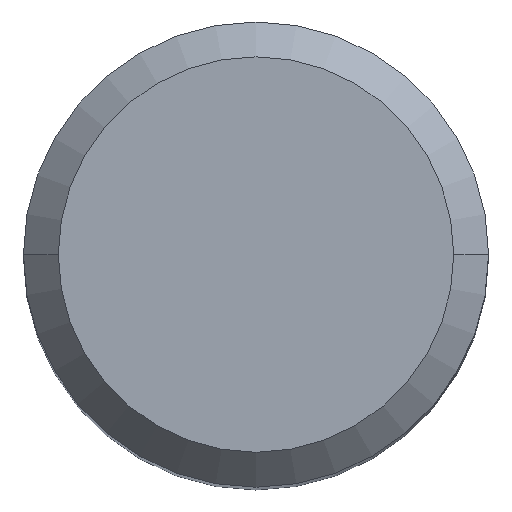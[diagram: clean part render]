
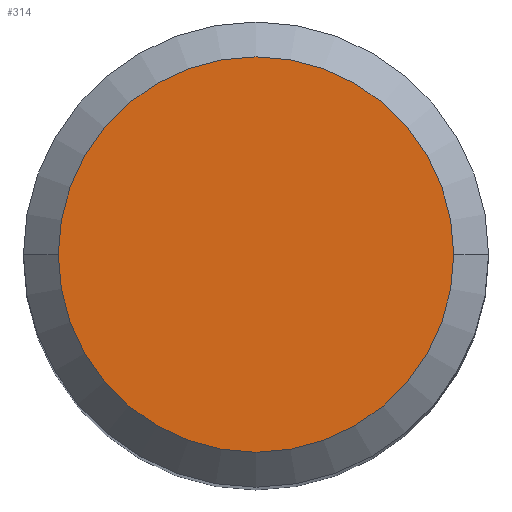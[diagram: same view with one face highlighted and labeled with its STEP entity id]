
A CAD part, top view. The second image highlights one B-rep face of the part: STEP entity #314.
In plain terms, the highlighted planar face has unit normal (0, 0, 1).
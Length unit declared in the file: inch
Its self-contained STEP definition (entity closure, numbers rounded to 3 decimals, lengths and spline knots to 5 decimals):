
#2 = CIRCLE ( 'NONE', #10, 0.2125 ) ;
#10 = AXIS2_PLACEMENT_3D ( 'NONE', #323, #476, #123 ) ;
#29 = CARTESIAN_POINT ( 'NONE',  ( 0., 0., 0. ) ) ;
#78 = AXIS2_PLACEMENT_3D ( 'NONE', #29, #227, #260 ) ;
#85 = VERTEX_POINT ( 'NONE', #142 ) ;
#88 = CARTESIAN_POINT ( 'NONE',  ( 0.2125, 0., 0. ) ) ;
#89 = CIRCLE ( 'NONE', #78, 0.2125 ) ;
#123 = DIRECTION ( 'NONE',  ( 1., 0., 0. ) ) ;
#142 = CARTESIAN_POINT ( 'NONE',  ( -0.2125, 0., 0. ) ) ;
#154 = PLANE ( 'NONE',  #298 ) ;
#197 = FACE_OUTER_BOUND ( 'NONE', #485, .T. ) ;
#227 = DIRECTION ( 'NONE',  ( 0., 0., 1. ) ) ;
#260 = DIRECTION ( 'NONE',  ( 1., 0., 0. ) ) ;
#298 = AXIS2_PLACEMENT_3D ( 'NONE', #467, #329, #403 ) ;
#314 = ADVANCED_FACE ( 'NONE', ( #197 ), #154, .F. ) ;
#323 = CARTESIAN_POINT ( 'NONE',  ( 0., 0., 0. ) ) ;
#329 = DIRECTION ( 'NONE',  ( 0., 0., -1. ) ) ;
#334 = EDGE_CURVE ( 'NONE', #85, #337, #2, .T. ) ;
#337 = VERTEX_POINT ( 'NONE', #88 ) ;
#403 = DIRECTION ( 'NONE',  ( -1., 0., 0. ) ) ;
#409 = ORIENTED_EDGE ( 'NONE', *, *, #334, .T. ) ;
#424 = EDGE_CURVE ( 'NONE', #337, #85, #89, .T. ) ;
#467 = CARTESIAN_POINT ( 'NONE',  ( 0., 0., 0. ) ) ;
#471 = ORIENTED_EDGE ( 'NONE', *, *, #424, .T. ) ;
#476 = DIRECTION ( 'NONE',  ( 0., 0., 1. ) ) ;
#485 = EDGE_LOOP ( 'NONE', ( #409, #471 ) ) ;
